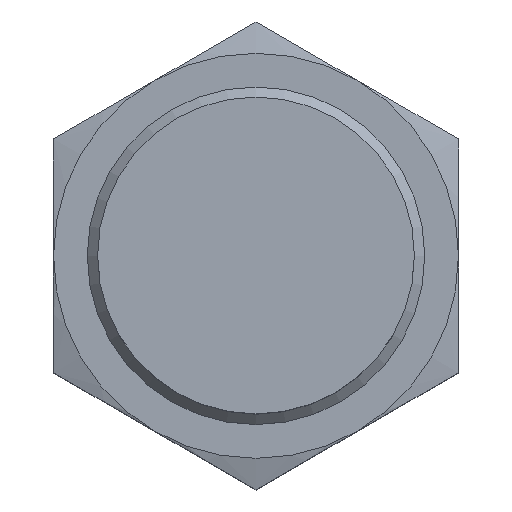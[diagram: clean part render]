
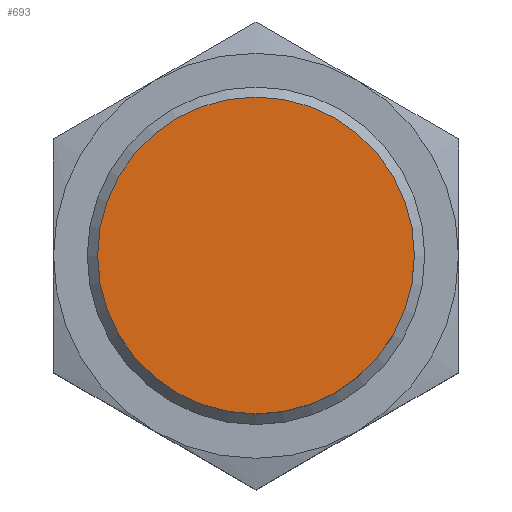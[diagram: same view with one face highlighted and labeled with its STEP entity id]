
A CAD part, top view. The second image highlights one B-rep face of the part: STEP entity #693.
In plain terms, the highlighted face is planar.
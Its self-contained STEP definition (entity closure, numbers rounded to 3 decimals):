
#132=PLANE('',#773);
#157=CIRCLE('',#774,14.08);
#193=ORIENTED_EDGE('',*,*,#381,.F.);
#381=EDGE_CURVE('',#475,#475,#157,.T.);
#475=VERTEX_POINT('',#1075);
#540=EDGE_LOOP('',(#193));
#612=FACE_BOUND('',#540,.T.);
#693=ADVANCED_FACE('',(#612),#132,.F.);
#773=AXIS2_PLACEMENT_3D('',#1073,#869,#870);
#774=AXIS2_PLACEMENT_3D('',#1074,#871,#872);
#869=DIRECTION('',(1.,0.,0.));
#870=DIRECTION('',(0.,0.,-1.));
#871=DIRECTION('',(1.,0.,0.));
#872=DIRECTION('',(0.,0.,-1.));
#1073=CARTESIAN_POINT('',(0.,0.,0.));
#1074=CARTESIAN_POINT('',(0.,0.,0.));
#1075=CARTESIAN_POINT('',(0.,0.,-14.08));
